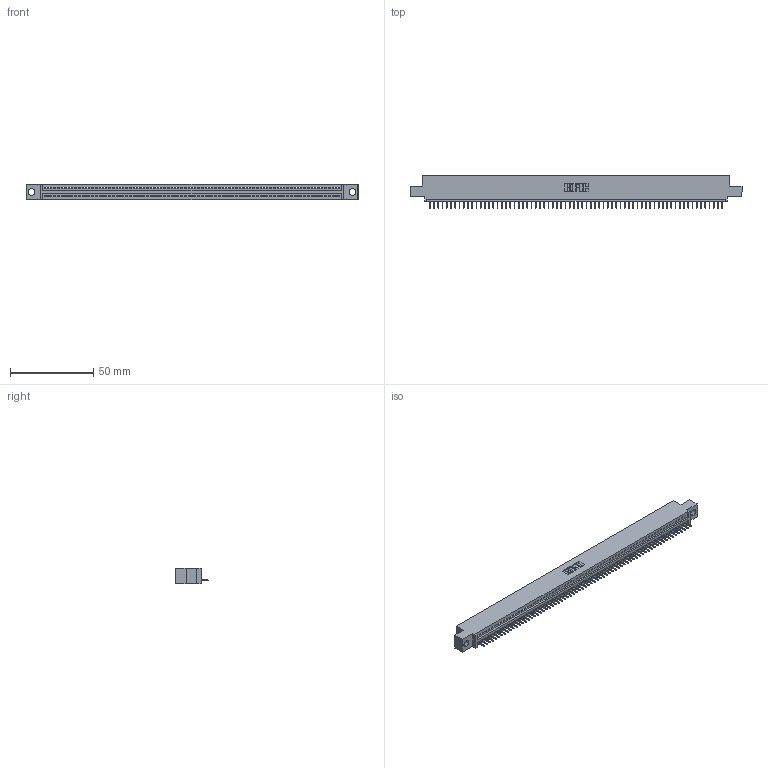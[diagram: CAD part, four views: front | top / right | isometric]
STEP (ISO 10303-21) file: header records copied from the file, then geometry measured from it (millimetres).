
FILE_DESCRIPTION (( 'STEP AP203' ), '1' );
FILE_NAME ('345-070-524-404.STEP', '2021-05-28T16:22:21', ( '' ), ( '' ), 'SwSTEP 2.0', 'SolidWorks 2020', '' );
FILE_SCHEMA (( 'CONFIG_CONTROL_DESIGN' ));
Length unit declared in the file: inch
Products named in the file (3): 345 Part_0.110 Offset - 0.156 Dia-TI; 345-070-524-404; 345-292-001_345-293-124
Assembly tree (71 placements, depth 2):
  345-070-524-404
    345 Part_0.110 Offset - 0.156 Dia-TI
    345-292-001_345-293-124  x70
Bounding box: 199.01 x 19.35 x 9.4 mm (x, y, z)
Volume: 18675.6 mm3; surface area: 24239 mm2
Topology: 71 solids, 71 shells, 4484 faces, 12989 edges, 8378 vertices
Faces by surface type: plane 3318, cylinder 1166
Entity records: 49539 total; most frequent: ORIENTED_EDGE 8590, CARTESIAN_POINT 8588, DIRECTION 7459, EDGE_CURVE 4295, VECTOR 3887, LINE 3887, VERTEX_POINT 2858, AXIS2_PLACEMENT_3D 1786
